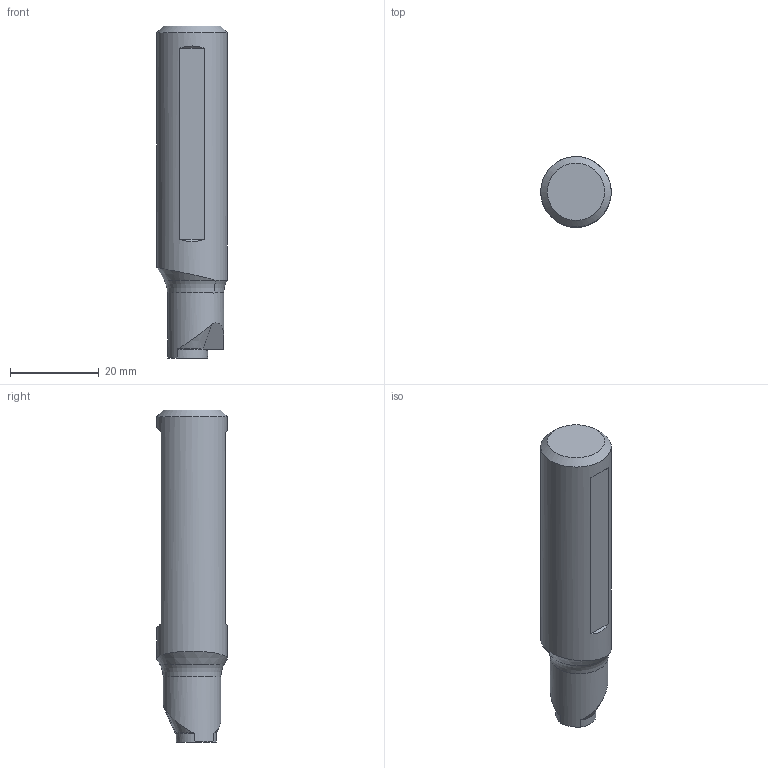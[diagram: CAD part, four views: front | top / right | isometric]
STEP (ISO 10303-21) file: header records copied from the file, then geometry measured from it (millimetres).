
FILE_DESCRIPTION(/* description */ (''),/* implementation_level */ '2;1');
FILE_NAME(/* name */ '1589880455408.stp',/* time_stamp */ '2020-05-19T14:57:47+05:00',/* author */ (''),/* organization */ ('SMS'),/* preprocessor_version */ 'ST-DEVELOPER v16.7',/* originating_system */ 'SIEMENS PLM Software NX 12.0',/* authorisation */ '');
FILE_SCHEMA (('AUTOMOTIVE_DESIGN { 1 0 10303 214 3 1 1 1 }'));
Length unit declared in the file: millimetre
Products named in the file (1): 202740271mod000_00
Bounding box: 15.88 x 15.87 x 74.7 mm (x, y, z)
Volume: 12975.3 mm3; surface area: 3766.3 mm2
Topology: 1 solids, 1 shells, 27 faces, 65 edges, 45 vertices
Faces by surface type: plane 11, torus 5, cone 5, cylinder 4, bspline 2
Full cylindrical faces by diameter (mm): 15.875 x1
Entity records: 931 total; most frequent: CARTESIAN_POINT 303, ORIENTED_EDGE 124, DIRECTION 114, EDGE_CURVE 62, AXIS2_PLACEMENT_3D 49, VERTEX_POINT 41, EDGE_LOOP 31, ADVANCED_FACE 27
